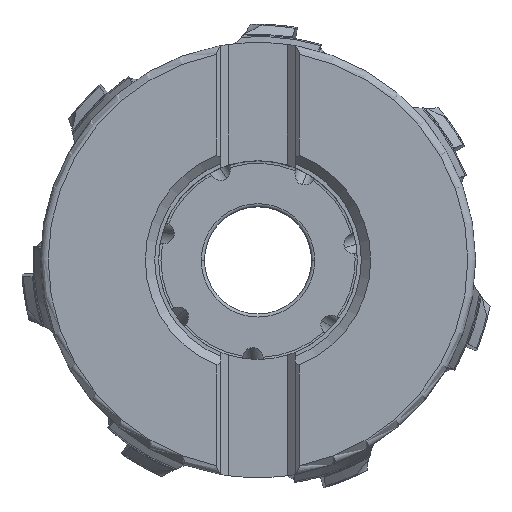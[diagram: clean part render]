
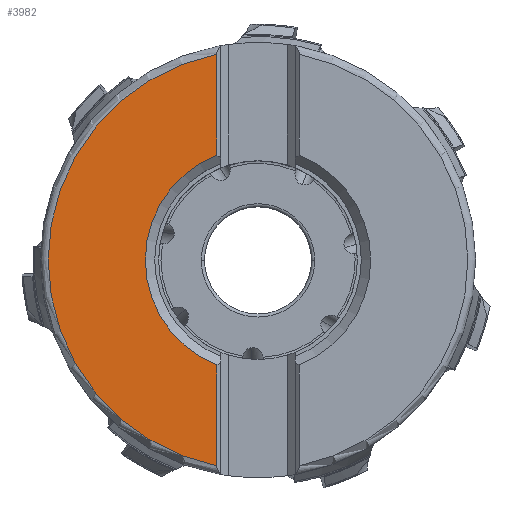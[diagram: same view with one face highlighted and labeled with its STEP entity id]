
A CAD part, top view. The second image highlights one B-rep face of the part: STEP entity #3982.
In plain terms, the highlighted planar face has unit normal (0, 0, 1).
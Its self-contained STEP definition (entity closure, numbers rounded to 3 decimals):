
#619=PLANE('',#18979);
#1287=FACE_OUTER_BOUND('',#5482,.T.);
#2275=LINE('',#39305,#3092);
#2276=LINE('',#39309,#3093);
#3092=VECTOR('',#22905,1.);
#3093=VECTOR('',#22908,1.);
#3982=ADVANCED_FACE('',(#1287),#619,.T.);
#5482=EDGE_LOOP('',(#10587,#10588,#10589,#10590));
#6313=CIRCLE('',#18976,26.815);
#6314=CIRCLE('',#18978,14.4);
#10587=ORIENTED_EDGE('',*,*,#15940,.T.);
#10588=ORIENTED_EDGE('',*,*,#15941,.F.);
#10589=ORIENTED_EDGE('',*,*,#15942,.T.);
#10590=ORIENTED_EDGE('',*,*,#15939,.F.);
#13503=VERTEX_POINT('',#39270);
#13507=VERTEX_POINT('',#39302);
#13508=VERTEX_POINT('',#39306);
#13509=VERTEX_POINT('',#39308);
#15939=EDGE_CURVE('',#13507,#13503,#6313,.T.);
#15940=EDGE_CURVE('',#13507,#13508,#2275,.T.);
#15941=EDGE_CURVE('',#13509,#13508,#6314,.T.);
#15942=EDGE_CURVE('',#13509,#13503,#2276,.T.);
#18976=AXIS2_PLACEMENT_3D('',#39303,#22901,#22902);
#18978=AXIS2_PLACEMENT_3D('',#39307,#22906,#22907);
#18979=AXIS2_PLACEMENT_3D('',#39310,#22909,#22910);
#22901=DIRECTION('',(0.,0.,-1.));
#22902=DIRECTION('',(-0.196,-0.981,0.));
#22905=DIRECTION('',(0.,1.,0.));
#22906=DIRECTION('',(0.,0.,1.));
#22907=DIRECTION('',(-0.365,0.931,0.));
#22908=DIRECTION('',(0.,1.,0.));
#22909=DIRECTION('',(0.,0.,1.));
#22910=DIRECTION('',(-1.,0.,0.));
#39270=CARTESIAN_POINT('',(-5.262,26.294,0.));
#39302=CARTESIAN_POINT('',(-5.262,-26.294,0.));
#39303=CARTESIAN_POINT('',(0.,0.,0.));
#39305=CARTESIAN_POINT('',(-5.262,-26.294,0.));
#39306=CARTESIAN_POINT('',(-5.263,-13.404,0.));
#39307=CARTESIAN_POINT('',(0.,0.,0.));
#39308=CARTESIAN_POINT('',(-5.263,13.404,0.));
#39309=CARTESIAN_POINT('',(-5.263,13.404,0.));
#39310=CARTESIAN_POINT('',(-16.04,0.,0.));
